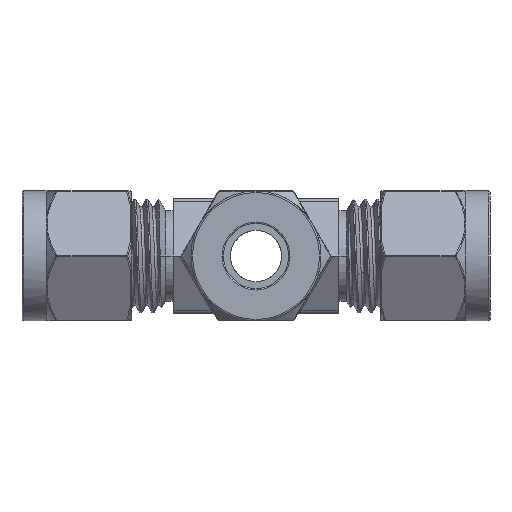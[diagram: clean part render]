
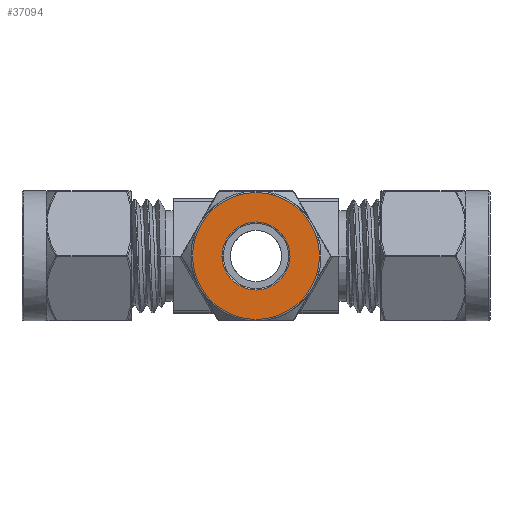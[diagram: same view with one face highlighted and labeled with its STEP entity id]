
A CAD part, front view. The second image highlights one B-rep face of the part: STEP entity #37094.
In plain terms, the highlighted face is planar.
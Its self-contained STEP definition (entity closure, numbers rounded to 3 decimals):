
#34359=CARTESIAN_POINT('',(0.,0.,0.));
#34360=DIRECTION('',(-1.,0.,0.));
#34361=DIRECTION('',(0.,1.,0.));
#34362=AXIS2_PLACEMENT_3D('',#34359,#34360,#34361);
#34364=CARTESIAN_POINT('',(0.,0.,0.));
#34365=DIRECTION('',(-1.,0.,0.));
#34366=DIRECTION('',(0.,-1.,0.));
#34367=AXIS2_PLACEMENT_3D('',#34364,#34365,#34366);
#34369=CARTESIAN_POINT('',(0.,0.,0.));
#34370=DIRECTION('',(1.,0.,0.));
#34371=DIRECTION('',(0.,0.,-1.));
#34372=AXIS2_PLACEMENT_3D('',#34369,#34370,#34371);
#34374=CARTESIAN_POINT('',(0.,0.,0.));
#34375=DIRECTION('',(1.,0.,0.));
#34376=DIRECTION('',(0.,0.,1.));
#34377=AXIS2_PLACEMENT_3D('',#34374,#34375,#34376);
#36904=CARTESIAN_POINT('',(0.,4.188,0.));
#36905=CARTESIAN_POINT('',(0.,-4.188,0.));
#36906=VERTEX_POINT('',#36904);
#36907=VERTEX_POINT('',#36905);
#37066=CARTESIAN_POINT('',(0.,0.,-7.813));
#37067=CARTESIAN_POINT('',(0.,0.,7.813));
#37068=VERTEX_POINT('',#37066);
#37069=VERTEX_POINT('',#37067);
#37077=CARTESIAN_POINT('',(0.,0.,0.));
#37078=DIRECTION('',(1.,0.,0.));
#37079=DIRECTION('',(0.,-1.,0.));
#37080=AXIS2_PLACEMENT_3D('',#37077,#37078,#37079);
#37081=PLANE('',#37080);
#37083=ORIENTED_EDGE('',*,*,#37082,.F.);
#37085=ORIENTED_EDGE('',*,*,#37084,.F.);
#37086=EDGE_LOOP('',(#37083,#37085));
#37087=FACE_OUTER_BOUND('',#37086,.F.);
#37089=ORIENTED_EDGE('',*,*,#37088,.F.);
#37091=ORIENTED_EDGE('',*,*,#37090,.F.);
#37092=EDGE_LOOP('',(#37089,#37091));
#37093=FACE_BOUND('',#37092,.F.);
#34363=CIRCLE('',#34362,4.188);
#34368=CIRCLE('',#34367,4.188);
#34373=CIRCLE('',#34372,7.813);
#34378=CIRCLE('',#34377,7.813);
#37082=EDGE_CURVE('',#37068,#37069,#34373,.T.);
#37084=EDGE_CURVE('',#37069,#37068,#34378,.T.);
#37088=EDGE_CURVE('',#36906,#36907,#34363,.T.);
#37090=EDGE_CURVE('',#36907,#36906,#34368,.T.);
#37094=ADVANCED_FACE('',(#37087,#37093),#37081,.T.);
